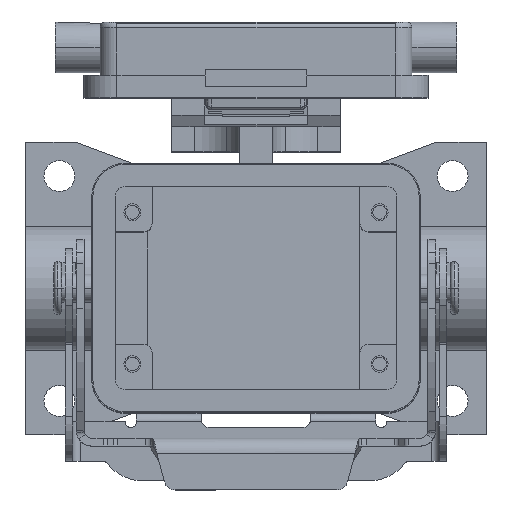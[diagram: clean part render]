
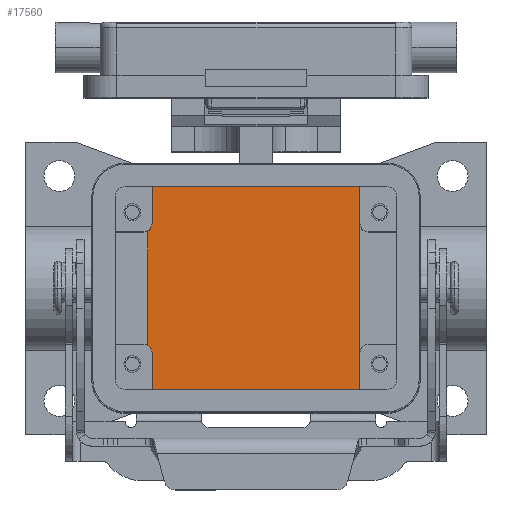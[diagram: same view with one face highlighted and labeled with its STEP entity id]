
A CAD part, top view. The second image highlights one B-rep face of the part: STEP entity #17560.
In plain terms, the highlighted planar face has unit normal (0, 0, 1).
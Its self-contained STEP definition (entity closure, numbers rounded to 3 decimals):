
#17487=CARTESIAN_POINT('',(0.,0.,-42.0));
#17488=DIRECTION('',(0.0,0.0,1.0));
#17489=DIRECTION('',(1.0,0.0,0.0));
#17490=AXIS2_PLACEMENT_3D('',#17487,#17488,#17489);
#17491=PLANE('',#17490);
#17492=CARTESIAN_POINT('',(-19.25,10.201,-42.0));
#17493=VERTEX_POINT('',#17492);
#17494=CARTESIAN_POINT('',(-19.25,-10.201,-42.0));
#17495=VERTEX_POINT('',#17494);
#17496=CARTESIAN_POINT('',(-19.25,10.201,-42.0));
#17497=DIRECTION('',(0.0,-1.0,0.0));
#17498=VECTOR('',#17497,20.402);
#17499=LINE('',#17496,#17498);
#17500=EDGE_CURVE('',#17493,#17495,#17499,.T.);
#17501=ORIENTED_EDGE('',*,*,#17500,.T.);
#17502=CARTESIAN_POINT('',(-18.5,-11.5,-42.));
#17503=VERTEX_POINT('',#17502);
#17504=CARTESIAN_POINT('',(-20.0,-11.5,-42.0));
#17505=DIRECTION('',(0.0,0.0,-1.0));
#17506=DIRECTION('',(-1.0,0.0,0.0));
#17507=AXIS2_PLACEMENT_3D('',#17504,#17505,#17506);
#17508=CIRCLE('',#17507,1.5);
#17509=EDGE_CURVE('',#17495,#17503,#17508,.T.);
#17510=ORIENTED_EDGE('',*,*,#17509,.T.);
#17511=CARTESIAN_POINT('',(-18.5,-18.25,-42.));
#17512=VERTEX_POINT('',#17511);
#17513=CARTESIAN_POINT('',(-18.5,-11.5,-42.));
#17514=DIRECTION('',(0.0,-1.0,0.0));
#17515=VECTOR('',#17514,6.75);
#17516=LINE('',#17513,#17515);
#17517=EDGE_CURVE('',#17503,#17512,#17516,.T.);
#17518=ORIENTED_EDGE('',*,*,#17517,.T.);
#17519=CARTESIAN_POINT('',(18.5,-18.25,-42.));
#17520=VERTEX_POINT('',#17519);
#17521=CARTESIAN_POINT('',(-18.5,-18.25,-42.));
#17522=DIRECTION('',(1.0,0.0,0.0));
#17523=VECTOR('',#17522,37.);
#17524=LINE('',#17521,#17523);
#17525=EDGE_CURVE('',#17512,#17520,#17524,.T.);
#17526=ORIENTED_EDGE('',*,*,#17525,.T.);
#17527=CARTESIAN_POINT('',(18.5,18.25,-42.));
#17528=VERTEX_POINT('',#17527);
#17529=CARTESIAN_POINT('',(18.5,-18.25,-42.));
#17530=DIRECTION('',(0.0,1.0,0.0));
#17531=VECTOR('',#17530,36.5);
#17532=LINE('',#17529,#17531);
#17533=EDGE_CURVE('',#17520,#17528,#17532,.T.);
#17534=ORIENTED_EDGE('',*,*,#17533,.T.);
#17535=CARTESIAN_POINT('',(-18.5,18.25,-42.));
#17536=VERTEX_POINT('',#17535);
#17537=CARTESIAN_POINT('',(18.5,18.25,-42.));
#17538=DIRECTION('',(-1.0,0.0,0.0));
#17539=VECTOR('',#17538,37.);
#17540=LINE('',#17537,#17539);
#17541=EDGE_CURVE('',#17528,#17536,#17540,.T.);
#17542=ORIENTED_EDGE('',*,*,#17541,.T.);
#17543=CARTESIAN_POINT('',(-18.5,11.5,-42.));
#17544=VERTEX_POINT('',#17543);
#17545=CARTESIAN_POINT('',(-18.5,18.25,-42.));
#17546=DIRECTION('',(0.0,-1.0,0.0));
#17547=VECTOR('',#17546,6.75);
#17548=LINE('',#17545,#17547);
#17549=EDGE_CURVE('',#17536,#17544,#17548,.T.);
#17550=ORIENTED_EDGE('',*,*,#17549,.T.);
#17551=CARTESIAN_POINT('',(-20.0,11.5,-42.0));
#17552=DIRECTION('',(0.0,0.0,-1.0));
#17553=DIRECTION('',(0.0,-1.0,0.0));
#17554=AXIS2_PLACEMENT_3D('',#17551,#17552,#17553);
#17555=CIRCLE('',#17554,1.5);
#17556=EDGE_CURVE('',#17544,#17493,#17555,.T.);
#17557=ORIENTED_EDGE('',*,*,#17556,.T.);
#17558=EDGE_LOOP('',(#17501,#17510,#17518,#17526,#17534,#17542,#17550,#17557));
#17559=FACE_OUTER_BOUND('',#17558,.T.);
#17560=ADVANCED_FACE('',(#17559),#17491,.T.);
